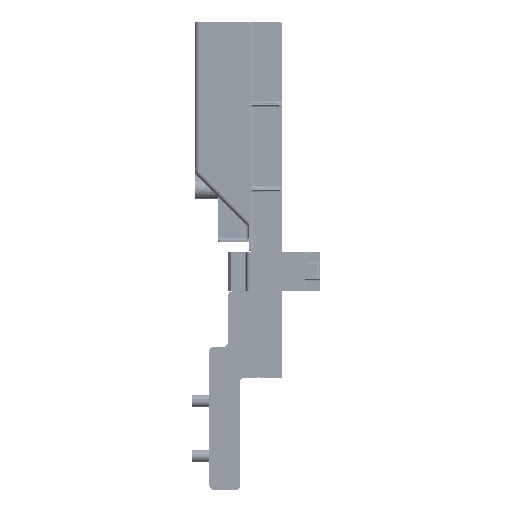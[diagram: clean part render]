
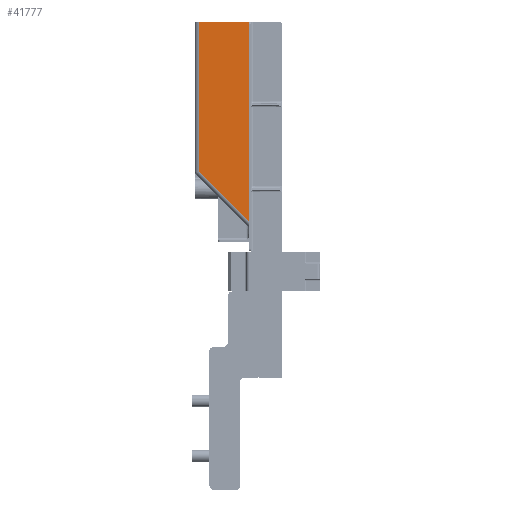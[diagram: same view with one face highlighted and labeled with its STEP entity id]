
A CAD part, left-side view. The second image highlights one B-rep face of the part: STEP entity #41777.
In plain terms, the highlighted planar face has unit normal (-1, 0, 0).
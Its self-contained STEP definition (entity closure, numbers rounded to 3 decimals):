
#41764=AXIS2_PLACEMENT_3D('Plane Axis2P3D',#41761,#41762,#41763) ;
#40976=CARTESIAN_POINT('Vertex',(-306.5,-343.5,490.)) ;
#40979=CARTESIAN_POINT('Line Origine',(-306.5,-359.5,490.)) ;
#40983=CARTESIAN_POINT('Vertex',(-306.5,-375.5,490.)) ;
#41067=CARTESIAN_POINT('Vertex',(-306.5,-343.5,392.743)) ;
#41070=CARTESIAN_POINT('Line Origine',(-306.5,-343.5,415.5)) ;
#41280=CARTESIAN_POINT('Vertex',(-306.5,-375.5,360.743)) ;
#41283=CARTESIAN_POINT('Line Origine',(-306.5,-368.75,367.493)) ;
#41761=CARTESIAN_POINT('Axis2P3D Location',(-306.5,-375.5,346.5)) ;
#41766=CARTESIAN_POINT('Line Origine',(-306.5,-375.5,425.371)) ;
#40980=DIRECTION('Vector Direction',(0.,1.,0.)) ;
#41071=DIRECTION('Vector Direction',(0.,0.,1.)) ;
#41284=DIRECTION('Vector Direction',(0.,0.707,0.707)) ;
#41762=DIRECTION('Axis2P3D Direction',(-1.,0.,0.)) ;
#41763=DIRECTION('Axis2P3D XDirection',(0.,-1.,0.)) ;
#41767=DIRECTION('Vector Direction',(0.,0.,1.)) ;
#40981=VECTOR('Line Direction',#40980,1.) ;
#41072=VECTOR('Line Direction',#41071,1.) ;
#41285=VECTOR('Line Direction',#41284,1.) ;
#41768=VECTOR('Line Direction',#41767,1.) ;
#41772=ORIENTED_EDGE('',*,*,#40985,.T.) ;
#41773=ORIENTED_EDGE('',*,*,#41074,.F.) ;
#41774=ORIENTED_EDGE('',*,*,#41287,.T.) ;
#41775=ORIENTED_EDGE('',*,*,#41770,.T.) ;
#41777=ADVANCED_FACE('RB4994002_1PA_001_03_FRONT_TERM_PROTECTION_E4.2-E6.2.1\\PartBody',(#41776),#41765,.T.) ;
#40985=EDGE_CURVE('',#40984,#40977,#40982,.T.) ;
#41074=EDGE_CURVE('',#41068,#40977,#41073,.T.) ;
#41287=EDGE_CURVE('',#41068,#41281,#41286,.F.) ;
#41770=EDGE_CURVE('',#41281,#40984,#41769,.T.) ;
#41771=EDGE_LOOP('',(#41772,#41773,#41774,#41775)) ;
#41776=FACE_OUTER_BOUND('',#41771,.T.) ;
#40982=LINE('Line',#40979,#40981) ;
#41073=LINE('Line',#41070,#41072) ;
#41286=LINE('Line',#41283,#41285) ;
#41769=LINE('Line',#41766,#41768) ;
#41765=PLANE('',#41764) ;
#40977=VERTEX_POINT('',#40976) ;
#40984=VERTEX_POINT('',#40983) ;
#41068=VERTEX_POINT('',#41067) ;
#41281=VERTEX_POINT('',#41280) ;
